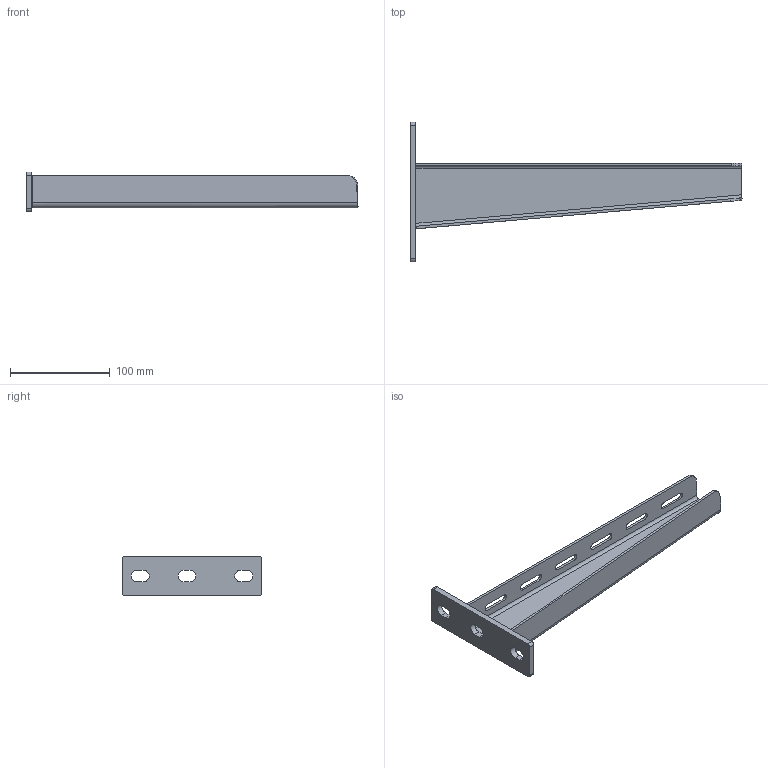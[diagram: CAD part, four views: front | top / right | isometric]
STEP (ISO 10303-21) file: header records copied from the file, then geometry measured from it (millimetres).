
FILE_DESCRIPTION (( 'STEP AP203' ), '1' );
FILE_NAME ('Óñèëåííàÿ êîíñîëü_BBH7030.STEP', '2012-11-16T07:22:45', ( 'Àñååâ' ), ( '' ), 'SwSTEP 2.0', 'SolidWorks 2012', '' );
FILE_SCHEMA (( 'CONFIG_CONTROL_DESIGN' ));
Length unit declared in the file: millimetre
Products named in the file (1): Óñèëåííàÿ êîíñîëü_BBH7030
Bounding box: 333.05 x 140 x 40 mm (x, y, z)
Volume: 115438.4 mm3; surface area: 84443.3 mm2
Topology: 2 solids, 2 shells, 73 faces, 191 edges, 122 vertices
Faces by surface type: plane 41, cylinder 28, bspline 4
Entity records: 2388 total; most frequent: CARTESIAN_POINT 476, ORIENTED_EDGE 382, DIRECTION 370, EDGE_CURVE 191, VECTOR 126, LINE 126, VERTEX_POINT 122, AXIS2_PLACEMENT_3D 122
